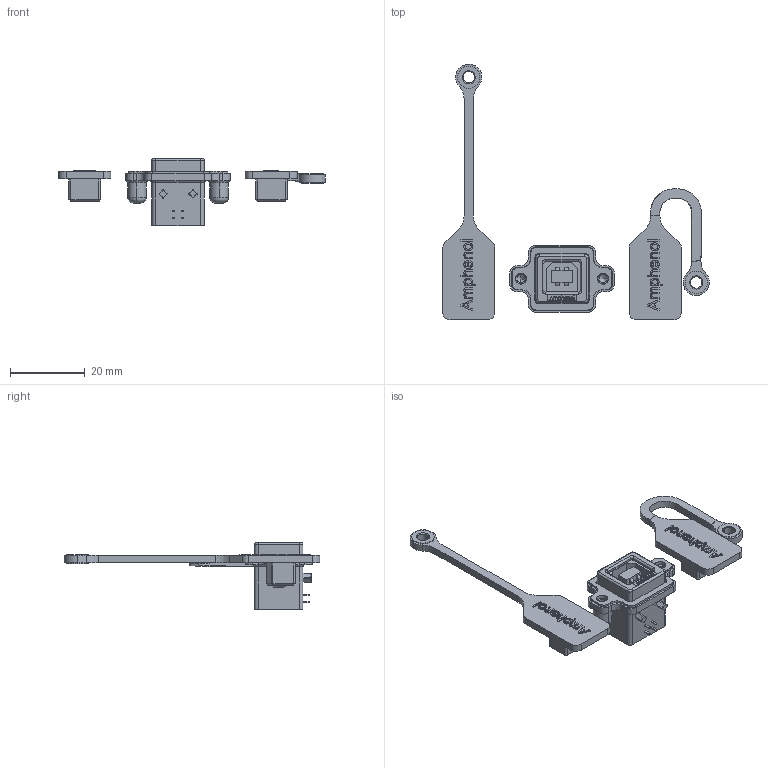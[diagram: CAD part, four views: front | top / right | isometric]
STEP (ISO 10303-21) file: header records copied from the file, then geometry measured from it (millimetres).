
FILE_DESCRIPTION (( 'STEP AP214' ), '1' );
FILE_NAME ('M-MUSB-D111-31-REVT1.STEP', '2018-03-12T15:31:25', ( '' ), ( '' ), 'SwSTEP 2.0', 'SolidWorks 2017', '' );
FILE_SCHEMA (( 'AUTOMOTIVE_DESIGN' ));
Length unit declared in the file: millimetre
Products named in the file (1): M-MUSB-D111-31-REVT1
Bounding box: 71.5 x 68.5 x 18 mm (x, y, z)
Volume: 5580.8 mm3; surface area: 5894 mm2
Topology: 3 solids, 3 shells, 769 faces, 1996 edges, 1285 vertices
Faces by surface type: plane 399, bspline 162, cylinder 153, cone 51, torus 4
Entity records: 34490 total; most frequent: CARTESIAN_POINT 16628, ORIENTED_EDGE 3962, DIRECTION 3177, EDGE_CURVE 1981, VERTEX_POINT 1285, LINE 1259, VECTOR 1259, AXIS2_PLACEMENT_3D 959
